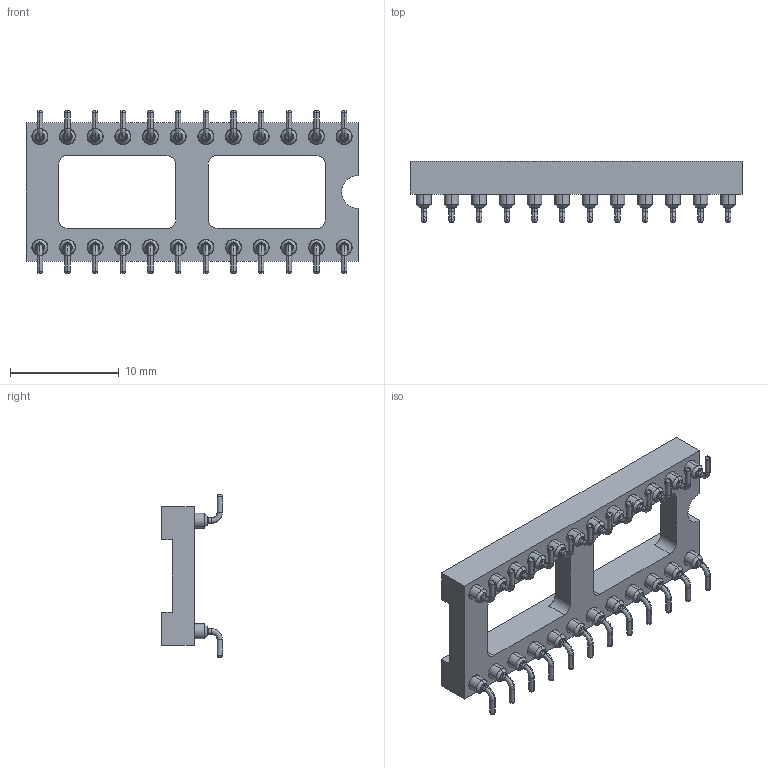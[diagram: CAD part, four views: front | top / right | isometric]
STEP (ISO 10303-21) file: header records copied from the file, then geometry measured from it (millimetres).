
FILE_DESCRIPTION( ('This file contains a STEP AP42 implementation' ,'as created by ZW3D STEP Interface translator.') ,'2;1' );
FILE_NAME( '7110-30324MXX074X1.stp' ,'231219.104937', (''), ('ZWCAD Software Co.'), 'Version 1.0', 'ZW3D to STEP translator', '' );
FILE_SCHEMA(('AUTOMOTIVE_DESIGN { 1 0 10303 214 1 1 1 1 }'));
Length unit declared in the file: millimetre
Products named in the file (2): 0; 7110-30324MXX074X1
Bounding box: 30.48 x 5.6 x 14.96 mm (x, y, z)
Volume: 613.7 mm3; surface area: 2263.1 mm2
Topology: 1 solids, 25 shells, 2019 faces, 4881 edges, 2982 vertices
Faces by surface type: bspline 912, plane 593, cone 408, cylinder 106
Entity records: 116332 total; most frequent: CARTESIAN_POINT 80993, ORIENTED_EDGE 9810, EDGE_CURVE 4809, B_SPLINE_CURVE_WITH_KNOTS 4617, VERTEX_POINT 2982, DIRECTION 2312, EDGE_LOOP 2213, FACE_OUTER_BOUND 2019
